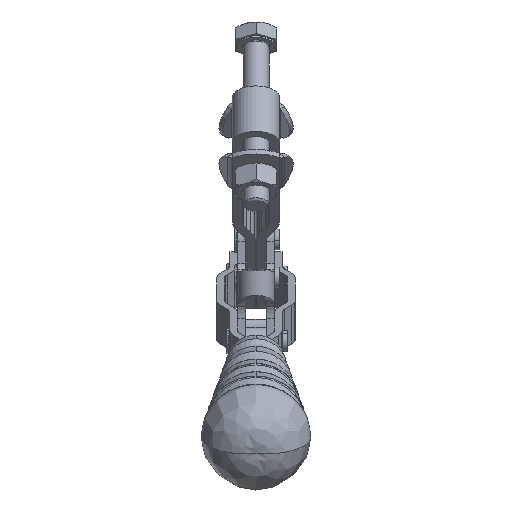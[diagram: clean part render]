
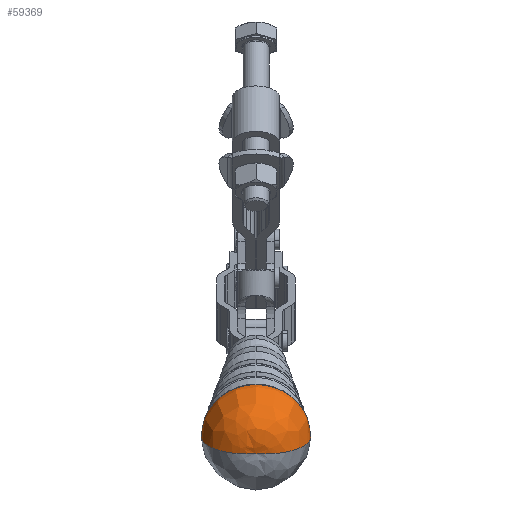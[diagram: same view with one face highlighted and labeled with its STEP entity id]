
A CAD part, left-side view. The second image highlights one B-rep face of the part: STEP entity #59369.
In plain terms, the highlighted free-form (B-spline) face has degree [2, 2] with [5, 9] control points.
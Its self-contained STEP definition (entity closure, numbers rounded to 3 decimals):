
#1181=CARTESIAN_POINT('',(-127.833,26.34,-40.037));
#1182=VERTEX_POINT('',#1181);
#1189=CARTESIAN_POINT('',(-120.399,5.512,-59.493));
#1190=VERTEX_POINT('',#1189);
#1191=CARTESIAN_POINT('',(-120.399,26.34,-59.493));
#1192=DIRECTION('',(0.934,0.,0.357));
#1193=DIRECTION('',(-0.357,0.,0.934));
#1194=AXIS2_PLACEMENT_3D('',#1191,#1192,#1193);
#1195=CIRCLE('',#1194,20.827);
#1196=EDGE_CURVE('',#1182,#1190,#1195,.T.);
#1279=CARTESIAN_POINT('',(-138.922,26.34,-66.571));
#1280=VERTEX_POINT('',#1279);
#1281=CARTESIAN_POINT('',(-122.335,23.393,-60.232));
#1282=DIRECTION('',(0.357,0.0,-0.934));
#1283=DIRECTION('',(0.0,-1.0,0.0));
#1284=AXIS2_PLACEMENT_3D('',#1281,#1282,#1283);
#1285=CIRCLE('',#1284,18.);
#1286=EDGE_CURVE('',#1190,#1280,#1285,.T.);
#1288=CARTESIAN_POINT('',(-120.399,47.167,-59.493));
#1289=VERTEX_POINT('',#1288);
#1290=CARTESIAN_POINT('',(-122.335,29.287,-60.232));
#1291=DIRECTION('',(0.357,0.0,-0.934));
#1292=DIRECTION('',(0.0,1.0,0.0));
#1293=AXIS2_PLACEMENT_3D('',#1290,#1291,#1292);
#1294=CIRCLE('',#1293,18.);
#1295=EDGE_CURVE('',#1280,#1289,#1294,.T.);
#59304=CARTESIAN_POINT('',(-138.922,26.34,-66.571));
#59305=CARTESIAN_POINT('',(-140.667,15.083,-67.238));
#59306=CARTESIAN_POINT('',(-131.902,8.59,-63.888));
#59307=CARTESIAN_POINT('',(-123.136,2.098,-60.539));
#59308=CARTESIAN_POINT('',(-113.911,7.814,-57.014));
#59309=CARTESIAN_POINT('',(-138.922,26.34,-66.571));
#59310=CARTESIAN_POINT('',(-144.685,15.083,-56.723));
#59311=CARTESIAN_POINT('',(-138.238,8.59,-47.309));
#59312=CARTESIAN_POINT('',(-131.79,2.098,-37.894));
#59313=CARTESIAN_POINT('',(-120.524,7.814,-39.709));
#59314=CARTESIAN_POINT('',(-138.922,26.34,-66.571));
#59315=CARTESIAN_POINT('',(-144.685,26.34,-56.723));
#59316=CARTESIAN_POINT('',(-138.238,26.34,-47.309));
#59317=CARTESIAN_POINT('',(-131.79,26.34,-37.894));
#59318=CARTESIAN_POINT('',(-120.524,26.34,-39.709));
#59319=CARTESIAN_POINT('',(-138.922,26.34,-66.571));
#59320=CARTESIAN_POINT('',(-144.685,37.596,-56.723));
#59321=CARTESIAN_POINT('',(-138.238,44.089,-47.309));
#59322=CARTESIAN_POINT('',(-131.79,50.582,-37.894));
#59323=CARTESIAN_POINT('',(-120.524,44.865,-39.709));
#59324=CARTESIAN_POINT('',(-138.922,26.34,-66.571));
#59325=CARTESIAN_POINT('',(-140.667,37.596,-67.238));
#59326=CARTESIAN_POINT('',(-131.902,44.089,-63.888));
#59327=CARTESIAN_POINT('',(-123.136,50.582,-60.539));
#59328=CARTESIAN_POINT('',(-113.911,44.865,-57.014));
#59329=CARTESIAN_POINT('',(-138.922,26.34,-66.571));
#59330=CARTESIAN_POINT('',(-136.649,37.596,-77.753));
#59331=CARTESIAN_POINT('',(-125.566,44.089,-80.468));
#59332=CARTESIAN_POINT('',(-114.483,50.582,-83.183));
#59333=CARTESIAN_POINT('',(-107.298,44.865,-74.318));
#59334=CARTESIAN_POINT('',(-138.922,26.34,-66.571));
#59335=CARTESIAN_POINT('',(-136.649,26.34,-77.753));
#59336=CARTESIAN_POINT('',(-125.566,26.34,-80.468));
#59337=CARTESIAN_POINT('',(-114.483,26.34,-83.183));
#59338=CARTESIAN_POINT('',(-107.298,26.34,-74.318));
#59339=CARTESIAN_POINT('',(-138.922,26.34,-66.571));
#59340=CARTESIAN_POINT('',(-136.649,15.083,-77.753));
#59341=CARTESIAN_POINT('',(-125.566,8.59,-80.468));
#59342=CARTESIAN_POINT('',(-114.483,2.098,-83.183));
#59343=CARTESIAN_POINT('',(-107.298,7.814,-74.318));
#59344=CARTESIAN_POINT('',(-138.922,26.34,-66.571));
#59345=CARTESIAN_POINT('',(-140.667,15.083,-67.238));
#59346=CARTESIAN_POINT('',(-131.902,8.59,-63.888));
#59347=CARTESIAN_POINT('',(-123.136,2.098,-60.539));
#59348=CARTESIAN_POINT('',(-113.911,7.814,-57.014));
#59356=(BOUNDED_SURFACE()B_SPLINE_SURFACE(2,2,((#59304,#59309,#59314,#59319,#59324,#59329,#59334,#59339,#59344),(#59305,#59310,#59315,#59320,#59325,#59330,#59335,#59340,#59345),(#59306,#59311,#59316,#59321,#59326,#59331,#59336,#59341,#59346),(#59307,#59312,#59317,#59322,#59327,#59332,#59337,#59342,#59347),(#59308,#59313,#59318,#59323,#59328,#59333,#59338,#59343,#59348)),.UNSPECIFIED.,.F.,.T.,.U.)B_SPLINE_SURFACE_WITH_KNOTS((3,2,3),(3,2,2,2,3),(-1.735,-0.605,0.525),(0.0,1.571,3.142,4.712,6.283),.UNSPECIFIED.)GEOMETRIC_REPRESENTATION_ITEM()RATIONAL_B_SPLINE_SURFACE(((1.0,0.707,1.0,0.707,1.0,0.707,1.0,0.707,1.0),(0.845,0.597,0.845,0.597,0.845,0.597,0.845,0.597,0.845),(1.0,0.707,1.0,0.707,1.0,0.707,1.0,0.707,1.0),(0.845,0.597,0.845,0.597,0.845,0.597,0.845,0.597,0.845),(1.0,0.707,1.0,0.707,1.0,0.707,1.0,0.707,1.0)))REPRESENTATION_ITEM('')SURFACE());
#59357=ORIENTED_EDGE('',*,*,#1286,.F.);
#59358=ORIENTED_EDGE('',*,*,#1196,.F.);
#59359=CARTESIAN_POINT('',(-120.399,26.34,-59.493));
#59360=DIRECTION('',(0.934,0.,0.357));
#59361=DIRECTION('',(-0.357,0.,0.934));
#59362=AXIS2_PLACEMENT_3D('',#59359,#59360,#59361);
#59363=CIRCLE('',#59362,20.827);
#59364=EDGE_CURVE('',#1289,#1182,#59363,.T.);
#59365=ORIENTED_EDGE('',*,*,#59364,.F.);
#59366=ORIENTED_EDGE('',*,*,#1295,.F.);
#59367=EDGE_LOOP('',(#59357,#59358,#59365,#59366));
#59368=FACE_OUTER_BOUND('',#59367,.T.);
#59369=ADVANCED_FACE('',(#59368),#59356,.T.);
